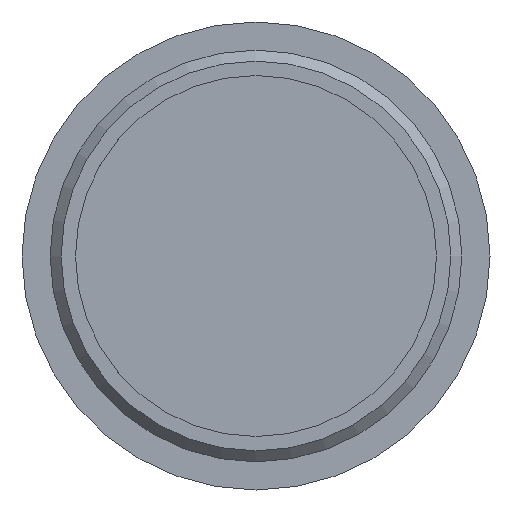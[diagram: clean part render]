
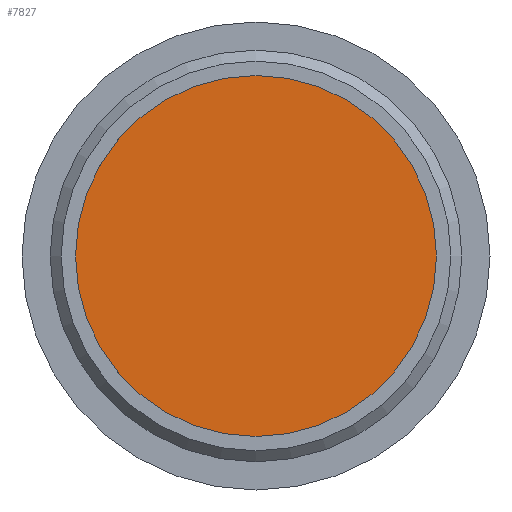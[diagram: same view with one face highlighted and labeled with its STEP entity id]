
A CAD part, front view. The second image highlights one B-rep face of the part: STEP entity #7827.
In plain terms, the highlighted planar face has unit normal (0, -1, 0).
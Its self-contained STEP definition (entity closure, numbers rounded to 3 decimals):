
#1163 = CARTESIAN_POINT ( 'NONE',  ( 0., 30., -16.35 ) ) ;
#1556 = EDGE_CURVE ( 'NONE', #11564, #11564, #6308, .T. ) ;
#2073 = DIRECTION ( 'NONE',  ( 0., -1., 0. ) ) ;
#4478 = DIRECTION ( 'NONE',  ( 0., -1., 0. ) ) ;
#5119 = CARTESIAN_POINT ( 'NONE',  ( 0., 30., 0. ) ) ;
#5558 = DIRECTION ( 'NONE',  ( 0., 0., -1. ) ) ;
#5797 = AXIS2_PLACEMENT_3D ( 'NONE', #5119, #2073, #7216 ) ;
#6308 = CIRCLE ( 'NONE', #13074, 16.35 ) ;
#7216 = DIRECTION ( 'NONE',  ( 0., 0., -1. ) ) ;
#7827 = ADVANCED_FACE ( 'NONE', ( #11298 ), #11649, .T. ) ;
#8699 = CARTESIAN_POINT ( 'NONE',  ( 0., 30., 0. ) ) ;
#10730 = ORIENTED_EDGE ( 'NONE', *, *, #1556, .T. ) ;
#11072 = EDGE_LOOP ( 'NONE', ( #10730 ) ) ;
#11298 = FACE_OUTER_BOUND ( 'NONE', #11072, .T. ) ;
#11564 = VERTEX_POINT ( 'NONE', #1163 ) ;
#11649 = PLANE ( 'NONE',  #5797 ) ;
#13074 = AXIS2_PLACEMENT_3D ( 'NONE', #8699, #4478, #5558 ) ;
